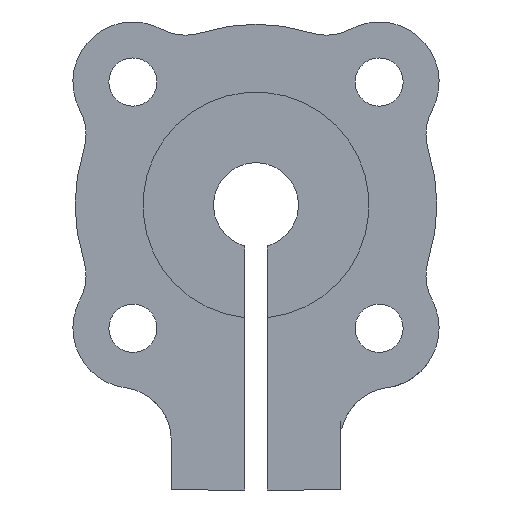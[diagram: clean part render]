
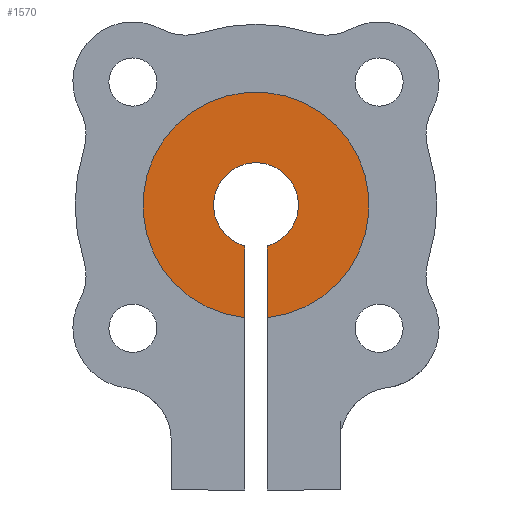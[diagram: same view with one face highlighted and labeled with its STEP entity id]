
A CAD part, front view. The second image highlights one B-rep face of the part: STEP entity #1570.
In plain terms, the highlighted planar face has unit normal (0, -1, 0).
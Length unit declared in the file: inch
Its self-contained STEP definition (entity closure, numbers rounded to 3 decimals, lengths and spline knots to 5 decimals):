
#66 = CIRCLE ( 'NONE', #1148, 0.25 ) ;
#79 = VERTEX_POINT ( 'NONE', #773 ) ;
#139 = CARTESIAN_POINT ( 'NONE',  ( -0.025, 0., -0.09036 ) ) ;
#142 = ORIENTED_EDGE ( 'NONE', *, *, #441, .F. ) ;
#312 = EDGE_LOOP ( 'NONE', ( #442, #843, #1381, #142 ) ) ;
#358 = CARTESIAN_POINT ( 'NONE',  ( 0.025, 0., -0.39922 ) ) ;
#363 = DIRECTION ( 'NONE',  ( 0., 0., -1. ) ) ;
#390 = DIRECTION ( 'NONE',  ( 0., 0., -1. ) ) ;
#391 = DIRECTION ( 'NONE',  ( 0., -1., 0. ) ) ;
#394 = CARTESIAN_POINT ( 'NONE',  ( 0., 0., 0. ) ) ;
#395 = VECTOR ( 'NONE', #426, 39.37008 ) ;
#426 = DIRECTION ( 'NONE',  ( 0., 0., 1. ) ) ;
#427 = CARTESIAN_POINT ( 'NONE',  ( -0.025, 0., -0.39922 ) ) ;
#441 = EDGE_CURVE ( 'NONE', #79, #1405, #66, .T. ) ;
#442 = ORIENTED_EDGE ( 'NONE', *, *, #478, .T. ) ;
#478 = EDGE_CURVE ( 'NONE', #79, #633, #1285, .T. ) ;
#488 = EDGE_CURVE ( 'NONE', #1079, #633, #952, .T. ) ;
#522 = DIRECTION ( 'NONE',  ( 0., 0., 1. ) ) ;
#523 = EDGE_CURVE ( 'NONE', #1079, #1405, #673, .T. ) ;
#525 = DIRECTION ( 'NONE',  ( 0., 1., 0. ) ) ;
#527 = CARTESIAN_POINT ( 'NONE',  ( 0., 0., 0. ) ) ;
#572 = FACE_OUTER_BOUND ( 'NONE', #312, .T. ) ;
#585 = CARTESIAN_POINT ( 'NONE',  ( 0.025, 0., -0.24875 ) ) ;
#590 = CARTESIAN_POINT ( 'NONE',  ( 0.025, 0., -0.09036 ) ) ;
#618 = DIRECTION ( 'NONE',  ( 0., 1., 0. ) ) ;
#633 = VERTEX_POINT ( 'NONE', #139 ) ;
#673 = LINE ( 'NONE', #358, #1250 ) ;
#743 = PLANE ( 'NONE',  #1191 ) ;
#773 = CARTESIAN_POINT ( 'NONE',  ( -0.025, 0., -0.24875 ) ) ;
#843 = ORIENTED_EDGE ( 'NONE', *, *, #488, .F. ) ;
#952 = CIRCLE ( 'NONE', #1363, 0.09375 ) ;
#982 = CARTESIAN_POINT ( 'NONE',  ( 0., 0., 0. ) ) ;
#1079 = VERTEX_POINT ( 'NONE', #590 ) ;
#1148 = AXIS2_PLACEMENT_3D ( 'NONE', #527, #525, #522 ) ;
#1191 = AXIS2_PLACEMENT_3D ( 'NONE', #982, #618, #1409 ) ;
#1250 = VECTOR ( 'NONE', #363, 39.37008 ) ;
#1285 = LINE ( 'NONE', #427, #395 ) ;
#1363 = AXIS2_PLACEMENT_3D ( 'NONE', #394, #391, #390 ) ;
#1381 = ORIENTED_EDGE ( 'NONE', *, *, #523, .T. ) ;
#1405 = VERTEX_POINT ( 'NONE', #585 ) ;
#1409 = DIRECTION ( 'NONE',  ( 0., 0., 1. ) ) ;
#1570 = ADVANCED_FACE ( 'NONE', ( #572 ), #743, .F. ) ;
